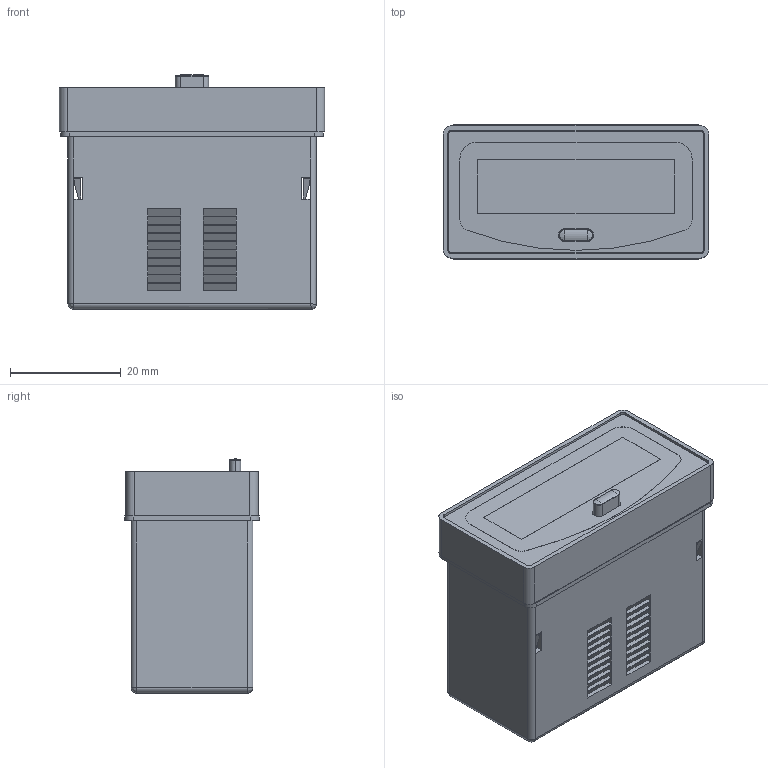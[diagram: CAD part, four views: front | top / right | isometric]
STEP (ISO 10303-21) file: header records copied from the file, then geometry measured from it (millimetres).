
FILE_DESCRIPTION (( 'STEP AP214' ), '1' );
FILE_NAME ('34865~0.STEP', '2020-08-06T15:00:05', ( '' ), ( '' ), 'SwSTEP 2.0', 'SolidWorks 2018', '' );
FILE_SCHEMA (( 'AUTOMOTIVE_DESIGN' ));
Length unit declared in the file: millimetre
Products named in the file (1): 34865~0
Bounding box: 47.9 x 24.2 x 42.29 mm (x, y, z)
Surface area: 22085.7 mm2 (no closed solid volume)
Topology: 0 solids, 14 shells, 676 faces, 1748 edges, 1152 vertices
Faces by surface type: plane 526, cylinder 129, bspline 18, cone 3
Entity records: 28534 total; most frequent: CARTESIAN_POINT 4356, ORIENTED_EDGE 3480, DIRECTION 3288, EDGE_CURVE 1748, LINE 1420, VECTOR 1420, VERTEX_POINT 1152, AXIS2_PLACEMENT_3D 934
